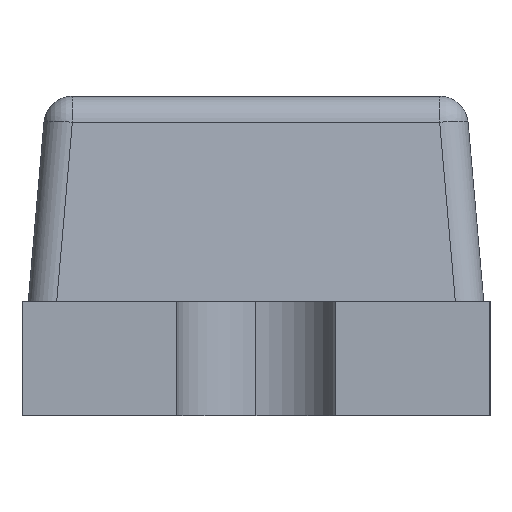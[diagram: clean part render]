
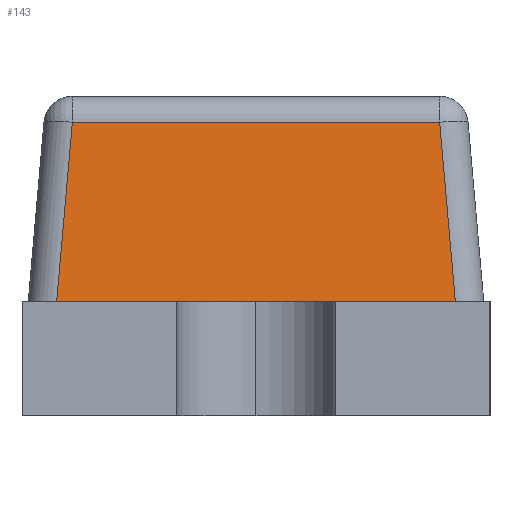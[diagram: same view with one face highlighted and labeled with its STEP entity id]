
A CAD part, left-side view. The second image highlights one B-rep face of the part: STEP entity #143.
In plain terms, the highlighted planar face has unit normal (-0.996, 0, 0.087).
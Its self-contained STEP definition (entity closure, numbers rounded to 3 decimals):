
#143 = ADVANCED_FACE ( 'NONE', ( #5385 ), #3610, .T. ) ;
#351 = VECTOR ( 'NONE', #4645, 1000. ) ;
#396 = VERTEX_POINT ( 'NONE', #4696 ) ;
#442 = CARTESIAN_POINT ( 'NONE',  ( -0.522, 0.368, 0.504 ) ) ;
#574 = VECTOR ( 'NONE', #5003, 1000. ) ;
#638 = AXIS2_PLACEMENT_3D ( 'NONE', #1110, #4045, #4466 ) ;
#751 = VECTOR ( 'NONE', #3800, 1000. ) ;
#1078 = LINE ( 'NONE', #442, #751 ) ;
#1110 = CARTESIAN_POINT ( 'NONE',  ( -0.55, 0.4, 0.18 ) ) ;
#1124 = ORIENTED_EDGE ( 'NONE', *, *, #1951, .T. ) ;
#1348 = CARTESIAN_POINT ( 'NONE',  ( -0.55, 0.351, 0.176 ) ) ;
#1364 = DIRECTION ( 'NONE',  ( -0.087, 0.087, -0.992 ) ) ;
#1479 = EDGE_CURVE ( 'NONE', #396, #4492, #3381, .T. ) ;
#1574 = CARTESIAN_POINT ( 'NONE',  ( -0.55, -0.35, 0.18 ) ) ;
#1951 = EDGE_CURVE ( 'NONE', #4492, #2849, #3339, .T. ) ;
#2157 = LINE ( 'NONE', #1348, #4628 ) ;
#2849 = VERTEX_POINT ( 'NONE', #3713 ) ;
#3197 = EDGE_CURVE ( 'NONE', #2849, #3529, #1078, .T. ) ;
#3339 = LINE ( 'NONE', #5388, #574 ) ;
#3381 = LINE ( 'NONE', #4216, #351 ) ;
#3529 = VERTEX_POINT ( 'NONE', #5378 ) ;
#3610 = PLANE ( 'NONE',  #638 ) ;
#3684 = ORIENTED_EDGE ( 'NONE', *, *, #3197, .T. ) ;
#3713 = CARTESIAN_POINT ( 'NONE',  ( -0.522, -0.322, 0.504 ) ) ;
#3749 = ORIENTED_EDGE ( 'NONE', *, *, #1479, .T. ) ;
#3800 = DIRECTION ( 'NONE',  ( 0., 1., 0. ) ) ;
#3834 = EDGE_CURVE ( 'NONE', #3529, #396, #2157, .T. ) ;
#4045 = DIRECTION ( 'NONE',  ( -0.996, 0., 0.087 ) ) ;
#4216 = CARTESIAN_POINT ( 'NONE',  ( -0.55, 0.4, 0.18 ) ) ;
#4403 = ORIENTED_EDGE ( 'NONE', *, *, #3834, .T. ) ;
#4466 = DIRECTION ( 'NONE',  ( 0.087, 0., 0.996 ) ) ;
#4492 = VERTEX_POINT ( 'NONE', #1574 ) ;
#4628 = VECTOR ( 'NONE', #1364, 1000. ) ;
#4645 = DIRECTION ( 'NONE',  ( 0., -1., 0. ) ) ;
#4696 = CARTESIAN_POINT ( 'NONE',  ( -0.55, 0.35, 0.18 ) ) ;
#5003 = DIRECTION ( 'NONE',  ( 0.087, 0.087, 0.992 ) ) ;
#5267 = EDGE_LOOP ( 'NONE', ( #3684, #4403, #3749, #1124 ) ) ;
#5378 = CARTESIAN_POINT ( 'NONE',  ( -0.522, 0.322, 0.504 ) ) ;
#5385 = FACE_OUTER_BOUND ( 'NONE', #5267, .T. ) ;
#5388 = CARTESIAN_POINT ( 'NONE',  ( -0.544, -0.345, 0.245 ) ) ;
